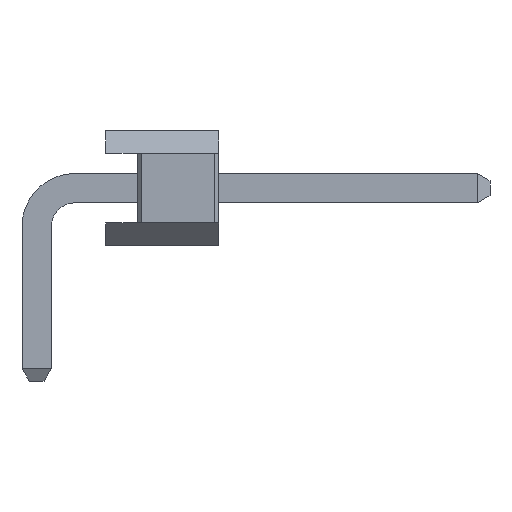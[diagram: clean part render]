
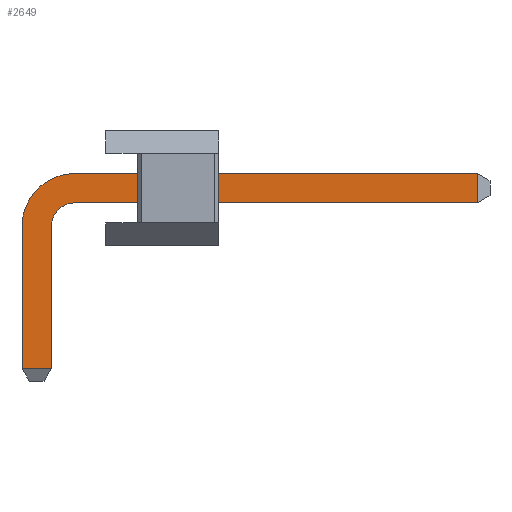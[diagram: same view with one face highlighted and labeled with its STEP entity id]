
A CAD part, left-side view. The second image highlights one B-rep face of the part: STEP entity #2649.
In plain terms, the highlighted planar face has unit normal (-1, 0, 0).
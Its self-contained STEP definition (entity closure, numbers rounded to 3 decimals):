
#2649=ADVANCED_FACE('',(#4719),#4721,.T.);
#4719=FACE_BOUND('',#4720,.T.);
#4720=EDGE_LOOP('',(#6074,#6075,#6076,#6077,#6078,#6079,#6080,#6081));
#4721=PLANE('',#4722);
#4722=AXIS2_PLACEMENT_3D('',#4723,#4724,#4725);
#4723=CARTESIAN_POINT('',(-0.325,-1.525,1.595));
#4724=DIRECTION('',(-1.,-0.,0.));
#4725=DIRECTION('',(0.,0.,-1.));
#6074=ORIENTED_EDGE('',*,*,#6768,.F.);
#6075=ORIENTED_EDGE('',*,*,#6770,.F.);
#6076=ORIENTED_EDGE('',*,*,#6771,.F.);
#6077=ORIENTED_EDGE('',*,*,#6772,.T.);
#6078=ORIENTED_EDGE('',*,*,#6773,.F.);
#6079=ORIENTED_EDGE('',*,*,#6774,.F.);
#6080=ORIENTED_EDGE('',*,*,#6775,.T.);
#6081=ORIENTED_EDGE('',*,*,#6760,.T.);
#6760=EDGE_CURVE('',#7790,#7782,#7791,.T.);
#6768=EDGE_CURVE('',#7803,#7782,#7804,.T.);
#6770=EDGE_CURVE('',#7806,#7803,#7807,.T.);
#6771=EDGE_CURVE('',#7808,#7806,#7809,.T.);
#6772=EDGE_CURVE('',#7808,#7810,#7811,.T.);
#6773=EDGE_CURVE('',#7812,#7810,#7813,.T.);
#6774=EDGE_CURVE('',#7814,#7812,#7815,.T.);
#6775=EDGE_CURVE('',#7814,#7790,#7816,.T.);
#7782=VERTEX_POINT('',#10104);
#7790=VERTEX_POINT('',#10120);
#7791=LINE('',#10121,#10122);
#7803=VERTEX_POINT('',#10149);
#7804=LINE('',#10150,#10151);
#7806=VERTEX_POINT('',#10156);
#7807=LINE('',#10157,#10158);
#7808=VERTEX_POINT('',#10160);
#7809=CIRCLE('',#10161,0.52);
#7810=VERTEX_POINT('',#10165);
#7811=LINE('',#10166,#10167);
#7812=VERTEX_POINT('',#10169);
#7813=LINE('',#10170,#10171);
#7814=VERTEX_POINT('',#10173);
#7815=LINE('',#10174,#10175);
#7816=CIRCLE('',#10177,1.17);
#10104=CARTESIAN_POINT('',(-0.325,0.325,-2.719));
#10120=CARTESIAN_POINT('',(-0.325,0.325,0.425));
#10121=CARTESIAN_POINT('',(-0.325,0.325,0.425));
#10122=VECTOR('',#10123,1.);
#10123=DIRECTION('',(0.,0.,-1.));
#10149=CARTESIAN_POINT('',(-0.325,-0.325,-2.719));
#10150=CARTESIAN_POINT('',(-0.325,-0.325,-2.719));
#10151=VECTOR('',#10152,1.);
#10152=DIRECTION('',(0.,1.,0.));
#10156=CARTESIAN_POINT('',(-0.325,-0.325,0.425));
#10157=CARTESIAN_POINT('',(-0.325,-0.325,0.425));
#10158=VECTOR('',#10159,1.);
#10159=DIRECTION('',(0.,0.,-1.));
#10160=CARTESIAN_POINT('',(-0.325,-0.845,0.945));
#10161=AXIS2_PLACEMENT_3D('',#10162,#10163,#10164);
#10162=CARTESIAN_POINT('',(-0.325,-0.845,0.425));
#10163=DIRECTION('',(-1.,0.,0.));
#10164=DIRECTION('',(0.,0.,1.));
#10165=CARTESIAN_POINT('',(-0.325,-9.744,0.945));
#10166=CARTESIAN_POINT('',(-0.325,-0.845,0.945));
#10167=VECTOR('',#10168,1.);
#10168=DIRECTION('',(0.,-1.,0.));
#10169=CARTESIAN_POINT('',(-0.325,-9.744,1.595));
#10170=CARTESIAN_POINT('',(-0.325,-9.744,1.595));
#10171=VECTOR('',#10172,1.);
#10172=DIRECTION('',(0.,0.,-1.));
#10173=CARTESIAN_POINT('',(-0.325,-0.845,1.595));
#10174=CARTESIAN_POINT('',(-0.325,-0.845,1.595));
#10175=VECTOR('',#10176,1.);
#10176=DIRECTION('',(0.,-1.,0.));
#10177=AXIS2_PLACEMENT_3D('',#10178,#10179,#10180);
#10178=CARTESIAN_POINT('',(-0.325,-0.845,0.425));
#10179=DIRECTION('',(-1.,0.,0.));
#10180=DIRECTION('',(0.,0.,1.));
